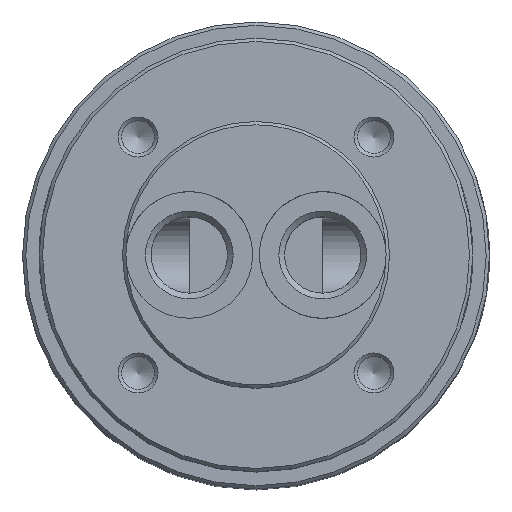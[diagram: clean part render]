
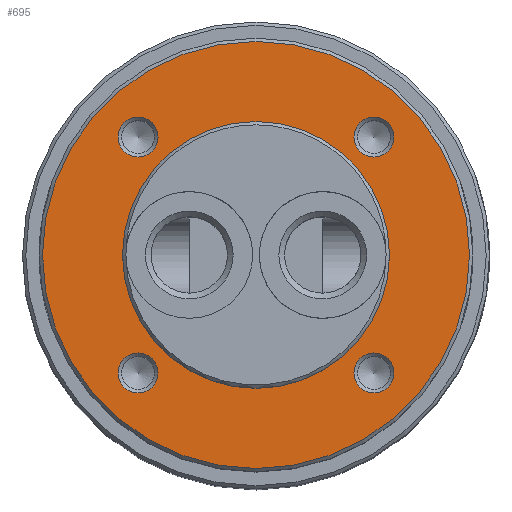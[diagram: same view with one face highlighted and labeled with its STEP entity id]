
A CAD part, top view. The second image highlights one B-rep face of the part: STEP entity #695.
In plain terms, the highlighted planar face has unit normal (0, 0, 1).
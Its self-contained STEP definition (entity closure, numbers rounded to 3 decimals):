
#58=PLANE('',#788);
#104=ORIENTED_EDGE('',*,*,#235,.F.);
#105=ORIENTED_EDGE('',*,*,#236,.T.);
#106=ORIENTED_EDGE('',*,*,#237,.T.);
#107=ORIENTED_EDGE('',*,*,#238,.T.);
#108=ORIENTED_EDGE('',*,*,#239,.T.);
#109=ORIENTED_EDGE('',*,*,#234,.T.);
#234=EDGE_CURVE('',#298,#298,#362,.T.);
#235=EDGE_CURVE('',#299,#299,#363,.T.);
#236=EDGE_CURVE('',#300,#300,#364,.T.);
#237=EDGE_CURVE('',#301,#301,#365,.T.);
#238=EDGE_CURVE('',#302,#302,#366,.T.);
#239=EDGE_CURVE('',#303,#303,#367,.T.);
#298=VERTEX_POINT('',#1266);
#299=VERTEX_POINT('',#1269);
#300=VERTEX_POINT('',#1271);
#301=VERTEX_POINT('',#1273);
#302=VERTEX_POINT('',#1275);
#303=VERTEX_POINT('',#1277);
#362=CIRCLE('',#787,20.);
#363=CIRCLE('',#789,32.);
#364=CIRCLE('',#790,3.);
#365=CIRCLE('',#791,3.);
#366=CIRCLE('',#792,3.);
#367=CIRCLE('',#793,3.);
#428=EDGE_LOOP('',(#104));
#429=EDGE_LOOP('',(#105));
#430=EDGE_LOOP('',(#106));
#431=EDGE_LOOP('',(#107));
#432=EDGE_LOOP('',(#108));
#433=EDGE_LOOP('',(#109));
#552=FACE_BOUND('',#428,.T.);
#553=FACE_BOUND('',#429,.T.);
#554=FACE_BOUND('',#430,.T.);
#555=FACE_BOUND('',#431,.T.);
#556=FACE_BOUND('',#432,.T.);
#557=FACE_BOUND('',#433,.T.);
#695=ADVANCED_FACE('',(#552,#553,#554,#555,#556,#557),#58,.F.);
#787=AXIS2_PLACEMENT_3D('',#1265,#941,#942);
#788=AXIS2_PLACEMENT_3D('',#1267,#943,#944);
#789=AXIS2_PLACEMENT_3D('',#1268,#945,#946);
#790=AXIS2_PLACEMENT_3D('',#1270,#947,#948);
#791=AXIS2_PLACEMENT_3D('',#1272,#949,#950);
#792=AXIS2_PLACEMENT_3D('',#1274,#951,#952);
#793=AXIS2_PLACEMENT_3D('',#1276,#953,#954);
#941=DIRECTION('',(0.,0.,-1.));
#942=DIRECTION('',(-1.,0.,0.));
#943=DIRECTION('',(0.,0.,-1.));
#944=DIRECTION('',(-1.,0.,0.));
#945=DIRECTION('',(0.,0.,-1.));
#946=DIRECTION('',(-1.,0.,0.));
#947=DIRECTION('',(0.,0.,-1.));
#948=DIRECTION('',(-1.,0.,0.));
#949=DIRECTION('',(0.,0.,-1.));
#950=DIRECTION('',(-1.,0.,0.));
#951=DIRECTION('',(0.,0.,-1.));
#952=DIRECTION('',(-1.,0.,0.));
#953=DIRECTION('',(0.,0.,-1.));
#954=DIRECTION('',(-1.,0.,0.));
#1265=CARTESIAN_POINT('',(0.,0.,46.5));
#1266=CARTESIAN_POINT('',(-20.,0.,46.5));
#1267=CARTESIAN_POINT('',(0.,20.,46.5));
#1268=CARTESIAN_POINT('',(0.,0.,46.5));
#1269=CARTESIAN_POINT('',(-32.,0.,46.5));
#1270=CARTESIAN_POINT('',(17.678,-17.678,46.5));
#1271=CARTESIAN_POINT('',(14.678,-17.678,46.5));
#1272=CARTESIAN_POINT('',(-17.678,17.678,46.5));
#1273=CARTESIAN_POINT('',(-20.678,17.678,46.5));
#1274=CARTESIAN_POINT('',(-17.678,-17.678,46.5));
#1275=CARTESIAN_POINT('',(-20.678,-17.678,46.5));
#1276=CARTESIAN_POINT('',(17.678,17.678,46.5));
#1277=CARTESIAN_POINT('',(14.678,17.678,46.5));
